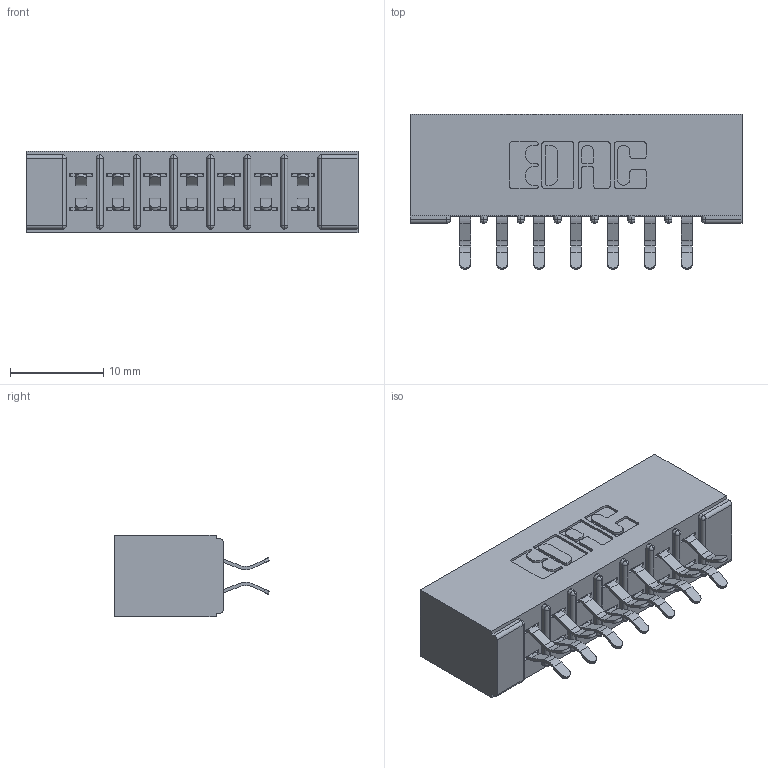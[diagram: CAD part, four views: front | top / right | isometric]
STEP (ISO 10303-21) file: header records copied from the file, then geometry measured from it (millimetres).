
FILE_DESCRIPTION (( 'STEP AP203' ), '1' );
FILE_NAME ('305-014-556-201.STEP', '2019-09-09T11:57:49', ( '' ), ( '' ), 'SwSTEP 2.0', 'SolidWorks 2016', '' );
FILE_SCHEMA (( 'CONFIG_CONTROL_DESIGN' ));
Length unit declared in the file: inch
Products named in the file (3): 305-014-556-201; 305 Part_No Mounting; 305-290-001_556
Assembly tree (15 placements, depth 2):
  305-014-556-201
    305 Part_No Mounting
    305-290-001_556  x14
Bounding box: 35.61 x 16.64 x 8.71 mm (x, y, z)
Volume: 2440.9 mm3; surface area: 4308 mm2
Topology: 15 solids, 15 shells, 892 faces, 2553 edges, 1662 vertices
Faces by surface type: plane 498, cylinder 366, sphere 28
Entity records: 11784 total; most frequent: CARTESIAN_POINT 1951, ORIENTED_EDGE 1930, DIRECTION 1917, EDGE_CURVE 965, VECTOR 741, LINE 741, VERTEX_POINT 622, AXIS2_PLACEMENT_3D 588
